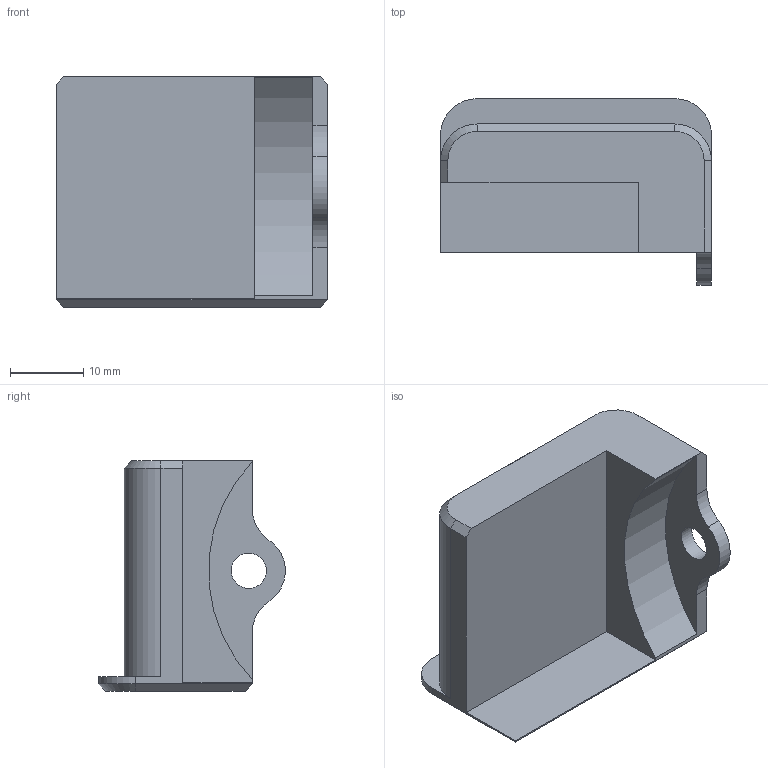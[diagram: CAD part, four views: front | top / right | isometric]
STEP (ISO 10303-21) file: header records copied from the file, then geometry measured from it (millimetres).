
FILE_DESCRIPTION(/* description */ (''),/* implementation_level */ '2;1');
FILE_NAME(/* name */ 'X Axis cable chain support.step',/* time_stamp */ '2024-11-17T20:46:08+01:00',/* author */ (''),/* organization */ (''),/* preprocessor_version */ 'ST-DEVELOPER v20',/* originating_system */ 'Autodesk Translation Framework v13.20.0.188',/* authorisation */ '');
FILE_SCHEMA (('AUTOMOTIVE_DESIGN { 1 0 10303 214 3 1 1 }'));
Length unit declared in the file: millimetre
Products named in the file (1): X Axis cable chain support
Bounding box: 37 x 25.5 x 31.45 mm (x, y, z)
Volume: 11490 mm3; surface area: 4837 mm2
Topology: 1 solids, 1 shells, 33 faces, 83 edges, 52 vertices
Faces by surface type: plane 20, cylinder 9, cone 4
Full cylindrical faces by diameter (mm): 4.8 x1
Entity records: 1023 total; most frequent: DIRECTION 173, CARTESIAN_POINT 169, ORIENTED_EDGE 166, EDGE_CURVE 83, LINE 61, VECTOR 61, AXIS2_PLACEMENT_3D 56, VERTEX_POINT 52
